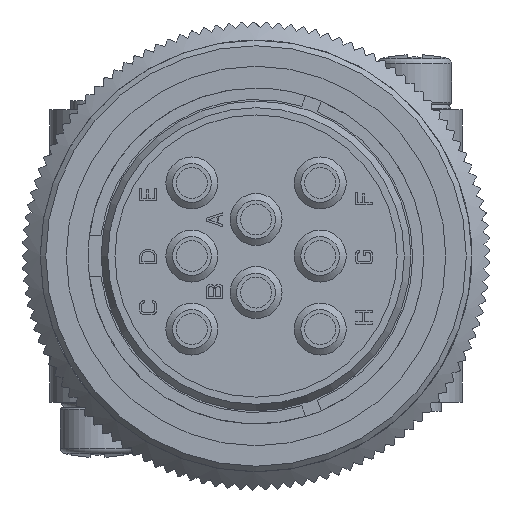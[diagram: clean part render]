
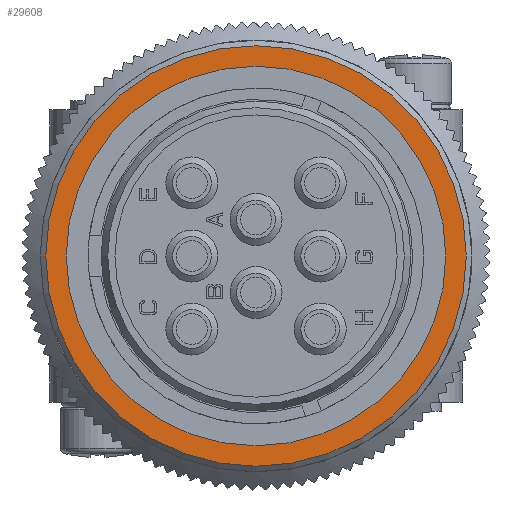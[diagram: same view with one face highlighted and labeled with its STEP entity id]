
A CAD part, left-side view. The second image highlights one B-rep face of the part: STEP entity #29608.
In plain terms, the highlighted face is planar.
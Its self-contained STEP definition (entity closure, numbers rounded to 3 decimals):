
#4817=PLANE('',#31365);
#8353=ORIENTED_EDGE('',*,*,#13998,.F.);
#8354=ORIENTED_EDGE('',*,*,#13997,.T.);
#13997=EDGE_CURVE('',#16812,#16812,#17709,.T.);
#13998=EDGE_CURVE('',#16813,#16813,#17710,.T.);
#16812=VERTEX_POINT('',#45290);
#16813=VERTEX_POINT('',#45293);
#17709=CIRCLE('',#31364,19.);
#17710=CIRCLE('',#31366,17.15);
#18357=EDGE_LOOP('',(#8353));
#18358=EDGE_LOOP('',(#8354));
#19784=FACE_BOUND('',#18357,.T.);
#19785=FACE_BOUND('',#18358,.T.);
#29608=ADVANCED_FACE('',(#19784,#19785),#4817,.F.);
#31364=AXIS2_PLACEMENT_3D('',#45289,#34840,#34841);
#31365=AXIS2_PLACEMENT_3D('',#45291,#34842,#34843);
#31366=AXIS2_PLACEMENT_3D('',#45292,#34844,#34845);
#34840=DIRECTION('',(1.,0.,0.));
#34841=DIRECTION('',(0.,0.,-1.));
#34842=DIRECTION('',(-1.,0.,0.));
#34843=DIRECTION('',(0.,0.,1.));
#34844=DIRECTION('',(1.,0.,0.));
#34845=DIRECTION('',(0.,0.,-1.));
#45289=CARTESIAN_POINT('',(37.29,0.,0.));
#45290=CARTESIAN_POINT('',(37.29,0.,-19.));
#45291=CARTESIAN_POINT('',(37.29,19.,0.));
#45292=CARTESIAN_POINT('',(37.29,0.,0.));
#45293=CARTESIAN_POINT('',(37.29,0.,-17.15));
